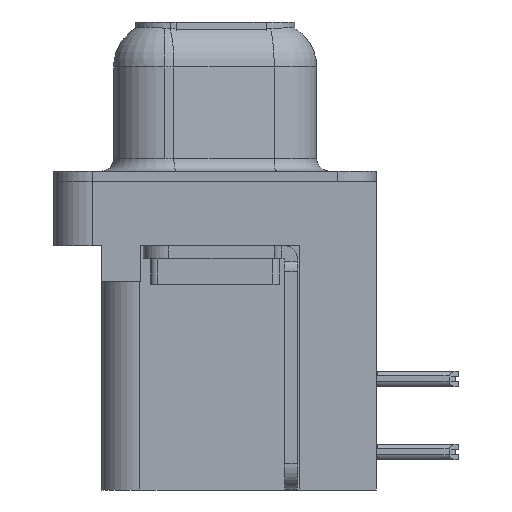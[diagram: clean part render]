
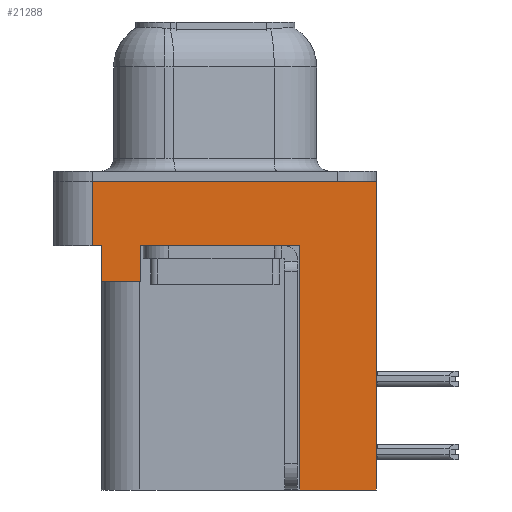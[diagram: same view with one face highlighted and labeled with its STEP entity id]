
A CAD part, left-side view. The second image highlights one B-rep face of the part: STEP entity #21288.
In plain terms, the highlighted planar face has unit normal (-1, 0, 0).
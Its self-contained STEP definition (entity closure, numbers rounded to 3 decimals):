
#244 = CARTESIAN_POINT ( 'NONE',  ( -2.91, -6.275, -2.5 ) ) ;
#383 = VERTEX_POINT ( 'NONE', #966 ) ;
#543 = VECTOR ( 'NONE', #9466, 1000. ) ;
#943 = LINE ( 'NONE', #18316, #6162 ) ;
#966 = CARTESIAN_POINT ( 'NONE',  ( -2.91, -6.275, 0. ) ) ;
#1025 = CARTESIAN_POINT ( 'NONE',  ( -2.91, -6.275, -2.5 ) ) ;
#1248 = ORIENTED_EDGE ( 'NONE', *, *, #14226, .F. ) ;
#1277 = ORIENTED_EDGE ( 'NONE', *, *, #10220, .F. ) ;
#1655 = LINE ( 'NONE', #11558, #7393 ) ;
#2634 = VECTOR ( 'NONE', #21314, 1000. ) ;
#2829 = CARTESIAN_POINT ( 'NONE',  ( -2.91, 4.775, -2.5 ) ) ;
#3623 = VERTEX_POINT ( 'NONE', #19828 ) ;
#3981 = CARTESIAN_POINT ( 'NONE',  ( -2.91, 4.425, -3.9 ) ) ;
#3994 = CARTESIAN_POINT ( 'NONE',  ( -2.91, 2.895, -3.9 ) ) ;
#4123 = AXIS2_PLACEMENT_3D ( 'NONE', #11009, #17611, #14269 ) ;
#4153 = PLANE ( 'NONE',  #4123 ) ;
#4240 = VERTEX_POINT ( 'NONE', #2829 ) ;
#4399 = VERTEX_POINT ( 'NONE', #3994 ) ;
#4832 = EDGE_CURVE ( 'NONE', #6776, #383, #19948, .T. ) ;
#5192 = CARTESIAN_POINT ( 'NONE',  ( -2.91, 4.775, -2.5 ) ) ;
#5928 = VERTEX_POINT ( 'NONE', #17032 ) ;
#5942 = CARTESIAN_POINT ( 'NONE',  ( -2.91, 4.425, -3.9 ) ) ;
#6162 = VECTOR ( 'NONE', #10166, 1000. ) ;
#6232 = FACE_OUTER_BOUND ( 'NONE', #9935, .T. ) ;
#6247 = LINE ( 'NONE', #19333, #13511 ) ;
#6279 = LINE ( 'NONE', #19461, #14063 ) ;
#6655 = DIRECTION ( 'NONE',  ( 0., 0., 1. ) ) ;
#6776 = VERTEX_POINT ( 'NONE', #10216 ) ;
#6897 = DIRECTION ( 'NONE',  ( 0., -1., 0. ) ) ;
#7023 = CARTESIAN_POINT ( 'NONE',  ( -2.91, 4.775, 0. ) ) ;
#7164 = EDGE_CURVE ( 'NONE', #4240, #5928, #19623, .T. ) ;
#7282 = VECTOR ( 'NONE', #10603, 1000. ) ;
#7335 = ORIENTED_EDGE ( 'NONE', *, *, #13586, .F. ) ;
#7393 = VECTOR ( 'NONE', #18049, 1000. ) ;
#7428 = CARTESIAN_POINT ( 'NONE',  ( -2.91, -3.295, -2.5 ) ) ;
#8608 = EDGE_CURVE ( 'NONE', #14069, #11156, #18262, .T. ) ;
#9466 = DIRECTION ( 'NONE',  ( 0., -1., 0. ) ) ;
#9683 = EDGE_CURVE ( 'NONE', #15643, #383, #6279, .T. ) ;
#9935 = EDGE_LOOP ( 'NONE', ( #13917, #1248, #10472, #7335, #21276, #21268, #19505, #20278, #1277, #18539 ) ) ;
#9985 = EDGE_CURVE ( 'NONE', #4399, #19569, #14032, .T. ) ;
#9997 = DIRECTION ( 'NONE',  ( 0., 0., 1. ) ) ;
#10166 = DIRECTION ( 'NONE',  ( 0., 0., 1. ) ) ;
#10216 = CARTESIAN_POINT ( 'NONE',  ( -2.91, -6.275, -12. ) ) ;
#10220 = EDGE_CURVE ( 'NONE', #6776, #3623, #6247, .T. ) ;
#10329 = LINE ( 'NONE', #5192, #14765 ) ;
#10472 = ORIENTED_EDGE ( 'NONE', *, *, #7164, .T. ) ;
#10603 = DIRECTION ( 'NONE',  ( 0., 1., 0. ) ) ;
#11009 = CARTESIAN_POINT ( 'NONE',  ( -2.91, -6.275, -2.5 ) ) ;
#11156 = VERTEX_POINT ( 'NONE', #7428 ) ;
#11541 = VECTOR ( 'NONE', #6897, 1000. ) ;
#11558 = CARTESIAN_POINT ( 'NONE',  ( -2.91, -3.295, -12. ) ) ;
#12545 = LINE ( 'NONE', #21388, #2634 ) ;
#12862 = DIRECTION ( 'NONE',  ( 0., 1., 0. ) ) ;
#13511 = VECTOR ( 'NONE', #12862, 1000. ) ;
#13586 = EDGE_CURVE ( 'NONE', #19569, #5928, #943, .T. ) ;
#13917 = ORIENTED_EDGE ( 'NONE', *, *, #9683, .F. ) ;
#14032 = LINE ( 'NONE', #3981, #7282 ) ;
#14063 = VECTOR ( 'NONE', #16330, 1000. ) ;
#14069 = VERTEX_POINT ( 'NONE', #19760 ) ;
#14226 = EDGE_CURVE ( 'NONE', #4240, #15643, #10329, .T. ) ;
#14269 = DIRECTION ( 'NONE',  ( 0., 0., 1. ) ) ;
#14765 = VECTOR ( 'NONE', #6655, 1000. ) ;
#15643 = VERTEX_POINT ( 'NONE', #7023 ) ;
#16330 = DIRECTION ( 'NONE',  ( 0., -1., 0. ) ) ;
#16547 = EDGE_CURVE ( 'NONE', #3623, #11156, #1655, .T. ) ;
#17032 = CARTESIAN_POINT ( 'NONE',  ( -2.91, 4.425, -2.5 ) ) ;
#17099 = VECTOR ( 'NONE', #9997, 1000. ) ;
#17611 = DIRECTION ( 'NONE',  ( -1., 0., 0. ) ) ;
#18049 = DIRECTION ( 'NONE',  ( 0., 0., 1. ) ) ;
#18208 = EDGE_CURVE ( 'NONE', #4399, #14069, #12545, .T. ) ;
#18262 = LINE ( 'NONE', #1025, #543 ) ;
#18316 = CARTESIAN_POINT ( 'NONE',  ( -2.91, 4.425, -3.9 ) ) ;
#18539 = ORIENTED_EDGE ( 'NONE', *, *, #4832, .T. ) ;
#18600 = CARTESIAN_POINT ( 'NONE',  ( -2.91, -6.275, -2.5 ) ) ;
#19333 = CARTESIAN_POINT ( 'NONE',  ( -2.91, -3.295, -12. ) ) ;
#19461 = CARTESIAN_POINT ( 'NONE',  ( -2.91, -6.275, 0. ) ) ;
#19505 = ORIENTED_EDGE ( 'NONE', *, *, #8608, .T. ) ;
#19569 = VERTEX_POINT ( 'NONE', #5942 ) ;
#19623 = LINE ( 'NONE', #18600, #11541 ) ;
#19760 = CARTESIAN_POINT ( 'NONE',  ( -2.91, 2.895, -2.5 ) ) ;
#19828 = CARTESIAN_POINT ( 'NONE',  ( -2.91, -3.295, -12. ) ) ;
#19948 = LINE ( 'NONE', #244, #17099 ) ;
#20278 = ORIENTED_EDGE ( 'NONE', *, *, #16547, .F. ) ;
#21268 = ORIENTED_EDGE ( 'NONE', *, *, #18208, .T. ) ;
#21276 = ORIENTED_EDGE ( 'NONE', *, *, #9985, .F. ) ;
#21288 = ADVANCED_FACE ( 'NONE', ( #6232 ), #4153, .T. ) ;
#21314 = DIRECTION ( 'NONE',  ( 0., 0., 1. ) ) ;
#21388 = CARTESIAN_POINT ( 'NONE',  ( -2.91, 2.895, -3.9 ) ) ;
